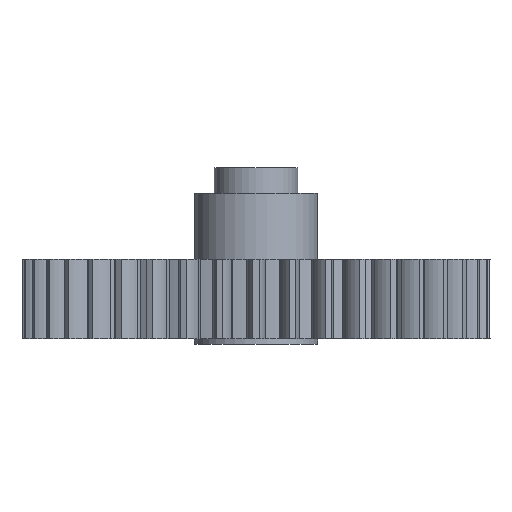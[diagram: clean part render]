
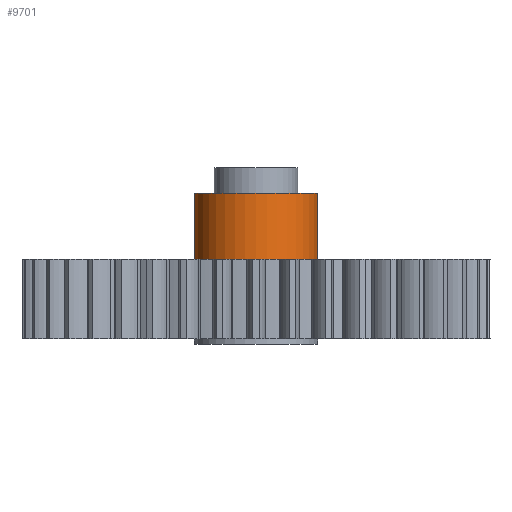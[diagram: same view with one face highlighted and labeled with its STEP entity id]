
A CAD part, front view. The second image highlights one B-rep face of the part: STEP entity #9701.
In plain terms, the highlighted cylindrical face has radius 5.5 mm (diameter 11 mm), a partial arc.
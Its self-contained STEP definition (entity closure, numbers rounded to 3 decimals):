
#361 = DIRECTION ( 'NONE',  ( -1., 0., 0. ) ) ;
#573 = ORIENTED_EDGE ( 'NONE', *, *, #10918, .T. ) ;
#765 = LINE ( 'NONE', #4630, #7738 ) ;
#860 = VERTEX_POINT ( 'NONE', #9546 ) ;
#1970 = CIRCLE ( 'NONE', #7952, 5.5 ) ;
#2101 = CARTESIAN_POINT ( 'NONE',  ( 5.5, 0., 13. ) ) ;
#3233 = VERTEX_POINT ( 'NONE', #2101 ) ;
#3456 = LINE ( 'NONE', #7542, #6094 ) ;
#3588 = DIRECTION ( 'NONE',  ( -1., 0., 0. ) ) ;
#3756 = VERTEX_POINT ( 'NONE', #8227 ) ;
#3809 = ORIENTED_EDGE ( 'NONE', *, *, #5966, .F. ) ;
#4630 = CARTESIAN_POINT ( 'NONE',  ( -5.5, 0., -23.226 ) ) ;
#5230 = AXIS2_PLACEMENT_3D ( 'NONE', #9912, #12959, #7709 ) ;
#5905 = FACE_OUTER_BOUND ( 'NONE', #12925, .T. ) ;
#5966 = EDGE_CURVE ( 'NONE', #3233, #6150, #3456, .T. ) ;
#6094 = VECTOR ( 'NONE', #11404, 1000. ) ;
#6150 = VERTEX_POINT ( 'NONE', #6667 ) ;
#6663 = DIRECTION ( 'NONE',  ( 0., 0., -1. ) ) ;
#6667 = CARTESIAN_POINT ( 'NONE',  ( 5.5, 0., 7.1 ) ) ;
#7542 = CARTESIAN_POINT ( 'NONE',  ( 5.5, 0., -23.226 ) ) ;
#7701 = CIRCLE ( 'NONE', #12364, 5.5 ) ;
#7709 = DIRECTION ( 'NONE',  ( -1., 0., 0. ) ) ;
#7738 = VECTOR ( 'NONE', #8702, 1000. ) ;
#7952 = AXIS2_PLACEMENT_3D ( 'NONE', #12656, #6663, #3588 ) ;
#8227 = CARTESIAN_POINT ( 'NONE',  ( -5.5, 0., 7.1 ) ) ;
#8702 = DIRECTION ( 'NONE',  ( 0., 0., -1. ) ) ;
#9118 = ORIENTED_EDGE ( 'NONE', *, *, #11362, .T. ) ;
#9505 = DIRECTION ( 'NONE',  ( 0., 0., -1. ) ) ;
#9546 = CARTESIAN_POINT ( 'NONE',  ( -5.5, 0., 13. ) ) ;
#9701 = ADVANCED_FACE ( 'NONE', ( #5905 ), #12699, .T. ) ;
#9912 = CARTESIAN_POINT ( 'NONE',  ( 0., 0., -23.226 ) ) ;
#10011 = EDGE_CURVE ( 'NONE', #6150, #3756, #7701, .T. ) ;
#10494 = CARTESIAN_POINT ( 'NONE',  ( 0., 0., 7.1 ) ) ;
#10918 = EDGE_CURVE ( 'NONE', #3233, #860, #1970, .T. ) ;
#11309 = ORIENTED_EDGE ( 'NONE', *, *, #10011, .F. ) ;
#11362 = EDGE_CURVE ( 'NONE', #860, #3756, #765, .T. ) ;
#11404 = DIRECTION ( 'NONE',  ( 0., 0., -1. ) ) ;
#12364 = AXIS2_PLACEMENT_3D ( 'NONE', #10494, #9505, #361 ) ;
#12656 = CARTESIAN_POINT ( 'NONE',  ( 0., 0., 13. ) ) ;
#12699 = CYLINDRICAL_SURFACE ( 'NONE', #5230, 5.5 ) ;
#12925 = EDGE_LOOP ( 'NONE', ( #3809, #573, #9118, #11309 ) ) ;
#12959 = DIRECTION ( 'NONE',  ( 0., 0., -1. ) ) ;
